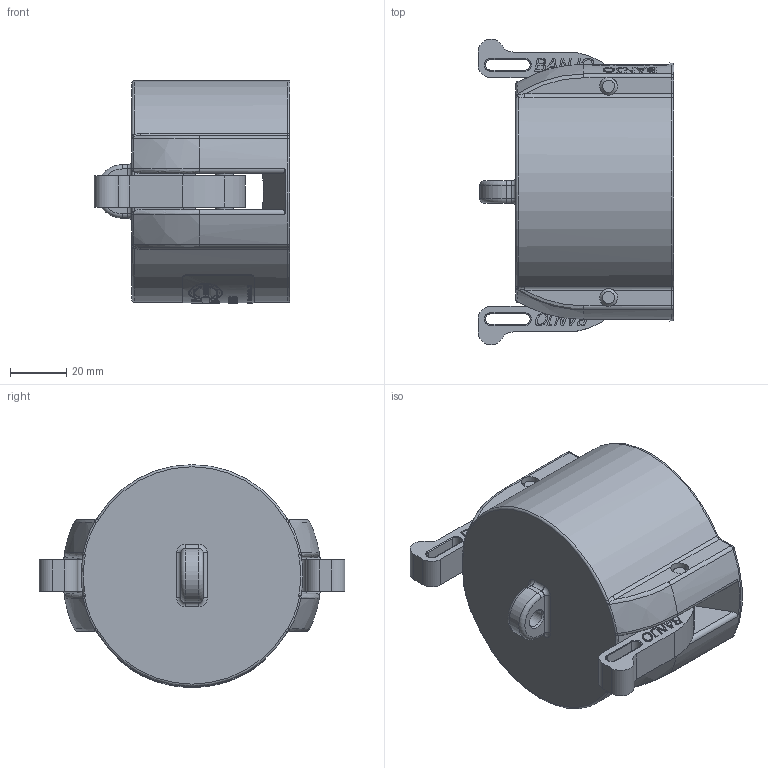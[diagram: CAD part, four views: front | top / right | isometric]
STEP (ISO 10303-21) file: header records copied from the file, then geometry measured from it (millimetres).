
FILE_DESCRIPTION(/* description */ ('2" MOLDED CAP'),/* implementation_level */ '2;1');
FILE_NAME(/* name */ '200CAPSH.stp',/* time_stamp */ '2016-09-22T10:45:06-04:00',/* author */ ('MJC'),/* organization */ (''),/* preprocessor_version */ 'ST-DEVELOPER v16.1',/* originating_system */ 'Autodesk Inventor 2016',/* authorisation */ '');
FILE_SCHEMA (('AUTOMOTIVE_DESIGN { 1 0 10303 214 3 1 1 }'));
Length unit declared in the file: inch
Products named in the file (6): 200XCAP; 200P; 200G; 150(200)XKS; 150(200)D 200; 200CAPSH
Assembly tree (7 placements, depth 2):
  200CAPSH
    200XCAP
    200P  x2
    200G
    150(200)XKS  x2
    150(200)D 200
Bounding box: 69.62 x 108.58 x 79.12 mm (x, y, z)
Volume: 145879.6 mm3; surface area: 55342.4 mm2
Topology: 7 solids, 7 shells, 1999 faces, 5346 edges, 3532 vertices
Faces by surface type: plane 919, bspline 771, cylinder 262, torus 23, cone 20, sphere 4
Full cylindrical faces by diameter (mm): 6.325 x2, 6.35 x5, 6.553 x2, 50.8 x1, 64.135 x1, 66.675 x1, 67.691 x1
Entity records: 171160 total; most frequent: CARTESIAN_POINT 130214, ORIENTED_EDGE 9586, DIRECTION 5834, EDGE_CURVE 4793, VERTEX_POINT 3183, LINE 2088, VECTOR 2088, EDGE_LOOP 1996
